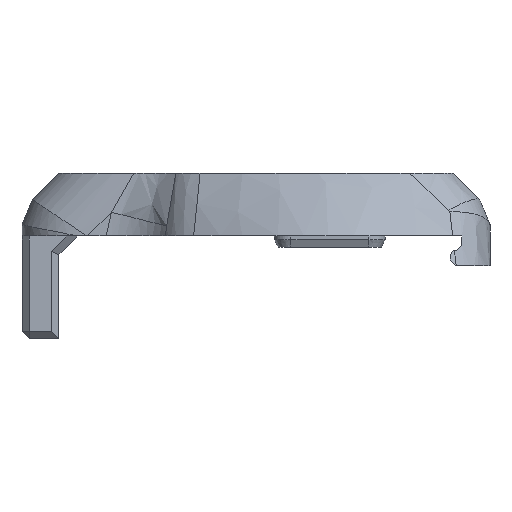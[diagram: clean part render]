
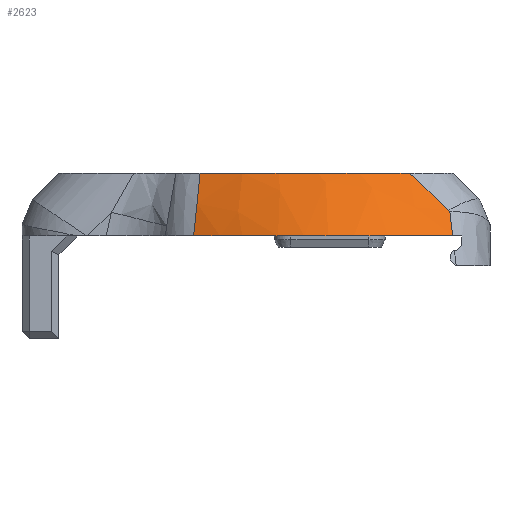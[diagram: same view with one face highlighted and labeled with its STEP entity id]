
A CAD part, front view. The second image highlights one B-rep face of the part: STEP entity #2623.
In plain terms, the highlighted conical face has half-angle 56.494 degrees and reference radius 8.431 mm.
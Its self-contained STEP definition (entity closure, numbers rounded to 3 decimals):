
#38=CONICAL_SURFACE('',#2809,8.432,0.986);
#62=(
BOUNDED_CURVE()
B_SPLINE_CURVE(2,(#3811,#3812,#3813),.UNSPECIFIED.,.F.,.F.)
B_SPLINE_CURVE_WITH_KNOTS((3,3),(0.219,1.974),
 .UNSPECIFIED.)
CURVE()
GEOMETRIC_REPRESENTATION_ITEM()
RATIONAL_B_SPLINE_CURVE((1.191,1.871,1.146))
REPRESENTATION_ITEM('')
);
#68=(
BOUNDED_CURVE()
B_SPLINE_CURVE(2,(#4263,#4264,#4265),.UNSPECIFIED.,.F.,.F.)
B_SPLINE_CURVE_WITH_KNOTS((3,3),(3.183,6.365),
 .UNSPECIFIED.)
CURVE()
GEOMETRIC_REPRESENTATION_ITEM()
RATIONAL_B_SPLINE_CURVE((2.601,2.955,2.417))
REPRESENTATION_ITEM('')
);
#93=B_SPLINE_CURVE_WITH_KNOTS('',3,(#4227,#4228,#4229,#4230),
 .UNSPECIFIED.,.F.,.F.,(4,4),(1.794,2.131),
 .UNSPECIFIED.);
#97=B_SPLINE_CURVE_WITH_KNOTS('',3,(#4249,#4250,#4251,#4252),
 .UNSPECIFIED.,.F.,.F.,(4,4),(-1.96,-1.833),
 .UNSPECIFIED.);
#98=B_SPLINE_CURVE_WITH_KNOTS('',3,(#4254,#4255,#4256,#4257),
 .UNSPECIFIED.,.F.,.F.,(4,4),(1.197,1.206),
 .UNSPECIFIED.);
#99=B_SPLINE_CURVE_WITH_KNOTS('',3,(#4259,#4260,#4261,#4262),
 .UNSPECIFIED.,.F.,.F.,(4,4),(1.198,1.437),
 .UNSPECIFIED.);
#254=FACE_OUTER_BOUND('',#409,.T.);
#409=EDGE_LOOP('',(#2089,#2090,#2091,#2092,#2093,#2094));
#1127=VERTEX_POINT('',#3802);
#1128=VERTEX_POINT('',#3810);
#1208=VERTEX_POINT('',#4226);
#1210=VERTEX_POINT('',#4248);
#1211=VERTEX_POINT('',#4253);
#1212=VERTEX_POINT('',#4258);
#1413=EDGE_CURVE('',#1127,#1128,#62,.T.);
#1533=EDGE_CURVE('',#1128,#1208,#93,.T.);
#1537=EDGE_CURVE('',#1210,#1127,#97,.T.);
#1538=EDGE_CURVE('',#1211,#1210,#98,.T.);
#1539=EDGE_CURVE('',#1212,#1211,#99,.T.);
#1540=EDGE_CURVE('',#1208,#1212,#68,.F.);
#2089=ORIENTED_EDGE('',*,*,#1413,.F.);
#2090=ORIENTED_EDGE('',*,*,#1537,.F.);
#2091=ORIENTED_EDGE('',*,*,#1538,.F.);
#2092=ORIENTED_EDGE('',*,*,#1539,.F.);
#2093=ORIENTED_EDGE('',*,*,#1540,.F.);
#2094=ORIENTED_EDGE('',*,*,#1533,.F.);
#2623=ADVANCED_FACE('',(#254),#38,.T.);
#2809=AXIS2_PLACEMENT_3D('',#4247,#3305,#3306);
#3305=DIRECTION('center_axis',(0.,1.,0.));
#3306=DIRECTION('ref_axis',(1.,0.,0.));
#3802=CARTESIAN_POINT('',(6.645,-4.827,5.6));
#3810=CARTESIAN_POINT('',(-7.37,-4.455,5.6));
#3811=CARTESIAN_POINT('Ctrl Pts',(6.645,-4.827,5.6));
#3812=CARTESIAN_POINT('Ctrl Pts',(-0.143,-8.264,
5.6));
#3813=CARTESIAN_POINT('Ctrl Pts',(-7.37,-4.455,5.6));
#4226=CARTESIAN_POINT('',(-7.02,-3.026,9.));
#4227=CARTESIAN_POINT('Ctrl Pts',(-7.37,-4.455,5.6));
#4228=CARTESIAN_POINT('Ctrl Pts',(-7.238,-4.038,6.815));
#4229=CARTESIAN_POINT('Ctrl Pts',(-7.119,-3.546,7.93));
#4230=CARTESIAN_POINT('Ctrl Pts',(-7.02,-3.026,9.));
#4247=CARTESIAN_POINT('Origin',(-0.002,-5.,0.));
#4248=CARTESIAN_POINT('',(6.491,-4.304,6.912));
#4249=CARTESIAN_POINT('Ctrl Pts',(6.491,-4.305,6.912));
#4250=CARTESIAN_POINT('Ctrl Pts',(6.541,-4.488,6.488));
#4251=CARTESIAN_POINT('Ctrl Pts',(6.593,-4.664,6.053));
#4252=CARTESIAN_POINT('Ctrl Pts',(6.647,-4.829,5.601));
#4253=CARTESIAN_POINT('',(6.443,-4.28,7.005));
#4254=CARTESIAN_POINT('Ctrl Pts',(6.443,-4.28,7.005));
#4255=CARTESIAN_POINT('Ctrl Pts',(6.459,-4.288,6.974));
#4256=CARTESIAN_POINT('Ctrl Pts',(6.475,-4.296,6.943));
#4257=CARTESIAN_POINT('Ctrl Pts',(6.491,-4.304,6.912));
#4258=CARTESIAN_POINT('',(4.294,-3.98,9.));
#4259=CARTESIAN_POINT('Ctrl Pts',(4.294,-3.98,9.));
#4260=CARTESIAN_POINT('Ctrl Pts',(5.003,-4.151,8.374));
#4261=CARTESIAN_POINT('Ctrl Pts',(5.731,-4.257,7.703));
#4262=CARTESIAN_POINT('Ctrl Pts',(6.443,-4.279,7.005));
#4263=CARTESIAN_POINT('Ctrl Pts',(4.294,-3.98,9.));
#4264=CARTESIAN_POINT('Ctrl Pts',(-0.982,-5.484,
9.));
#4265=CARTESIAN_POINT('Ctrl Pts',(-7.02,-3.026,9.));
